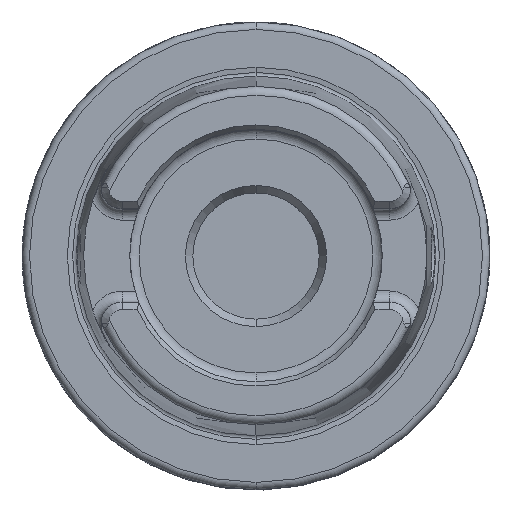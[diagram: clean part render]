
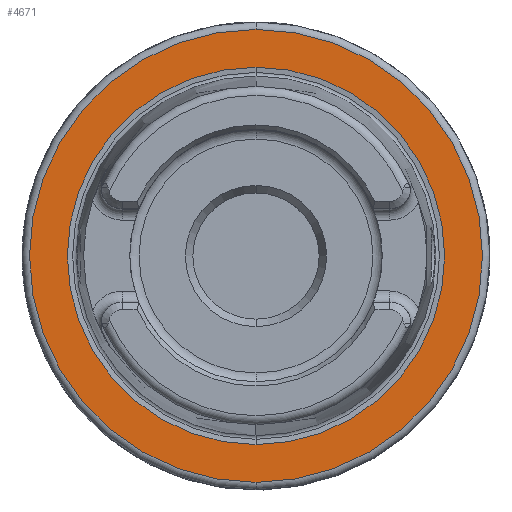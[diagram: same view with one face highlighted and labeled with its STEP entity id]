
A CAD part, top view. The second image highlights one B-rep face of the part: STEP entity #4671.
In plain terms, the highlighted planar face has unit normal (0, 0, 1).
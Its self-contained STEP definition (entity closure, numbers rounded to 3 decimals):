
#1264=CARTESIAN_POINT('',(0,0,26));
#1265=DIRECTION('',(0,0,-1));
#1266=DIRECTION('',(0,1,0));
#1267=AXIS2_PLACEMENT_3D('',#1264,#1265,#1266);
#1277=CARTESIAN_POINT('',(0,0,26));
#1278=DIRECTION('',(0,0,1));
#1279=DIRECTION('',(0,1,0));
#1280=AXIS2_PLACEMENT_3D('',#1277,#1278,#1279);
#1282=CARTESIAN_POINT('',(0,0,26));
#1283=DIRECTION('',(0,0,1));
#1284=DIRECTION('',(0,1,0));
#1285=AXIS2_PLACEMENT_3D('',#1282,#1283,#1284);
#1287=CARTESIAN_POINT('',(0,0,26));
#1288=DIRECTION('',(0,0,1));
#1289=DIRECTION('',(0,-1,0));
#1290=AXIS2_PLACEMENT_3D('',#1287,#1288,#1289);
#2882=CARTESIAN_POINT('',(0,25.409,26));
#2884=VERTEX_POINT('',#2882);
#2918=CARTESIAN_POINT('',(0,-25.409,26));
#2920=VERTEX_POINT('',#2918);
#2984=CARTESIAN_POINT('',(0,30.5,26));
#2985=CARTESIAN_POINT('',(0,-30.5,26));
#2986=VERTEX_POINT('',#2984);
#2987=VERTEX_POINT('',#2985);
#4656=CARTESIAN_POINT('',(0,0,26));
#4657=DIRECTION('',(0,0,-1));
#4658=DIRECTION('',(0,-1,0));
#4659=AXIS2_PLACEMENT_3D('',#4656,#4657,#4658);
#4660=PLANE('',#4659);
#4662=ORIENTED_EDGE('',*,*,#4661,.F.);
#4664=ORIENTED_EDGE('',*,*,#4663,.F.);
#4665=EDGE_LOOP('',(#4662,#4664));
#4666=FACE_OUTER_BOUND('',#4665,.F.);
#4667=ORIENTED_EDGE('',*,*,#4651,.T.);
#4668=ORIENTED_EDGE('',*,*,#4635,.F.);
#4669=EDGE_LOOP('',(#4667,#4668));
#4670=FACE_BOUND('',#4669,.F.);
#4671=ADVANCED_FACE('',(#4666,#4670),#4660,.F.);
#1268=CIRCLE('',#1267,25.409);
#1281=CIRCLE('',#1280,25.409);
#1286=CIRCLE('',#1285,30.5);
#1291=CIRCLE('',#1290,30.5);
#4635=EDGE_CURVE('',#2884,#2920,#1268,.T.);
#4651=EDGE_CURVE('',#2884,#2920,#1281,.T.);
#4661=EDGE_CURVE('',#2986,#2987,#1286,.T.);
#4663=EDGE_CURVE('',#2987,#2986,#1291,.T.);
